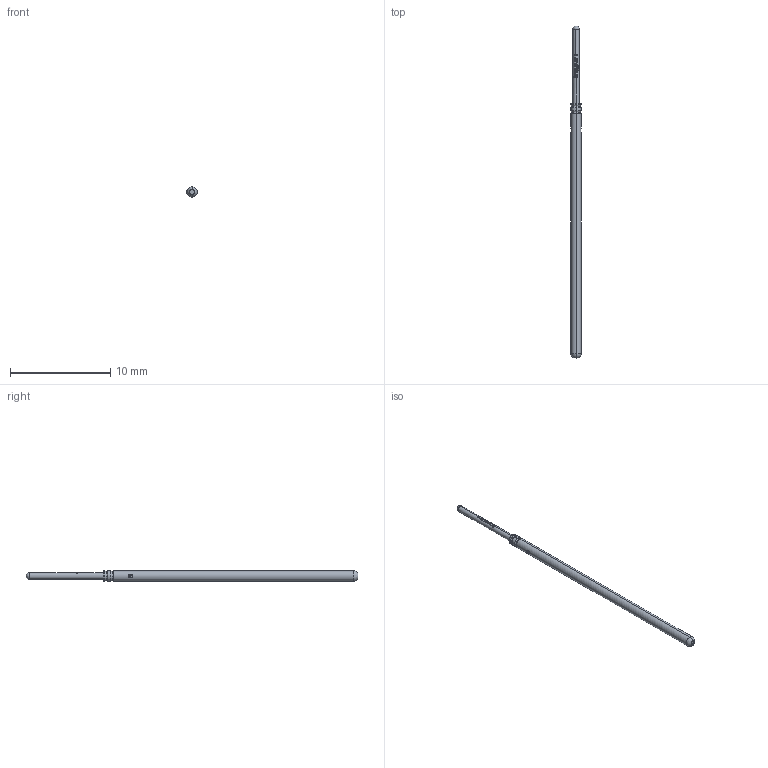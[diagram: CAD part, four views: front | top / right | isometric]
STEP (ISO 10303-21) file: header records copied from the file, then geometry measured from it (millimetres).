
FILE_DESCRIPTION (( 'STEP AP203' ), '1' );
FILE_NAME ('INGUN_HMS-075_305_064_A.STEP', '2021-10-19T09:18:43', ( 'ochi' ), ( '' ), 'SwSTEP 2.0', 'SolidWorks 2018', '' );
FILE_SCHEMA (( 'CONFIG_CONTROL_DESIGN' ));
Length unit declared in the file: millimetre
Products named in the file (1): INGUN_HMS-075_305_064_A
Bounding box: 1.02 x 33.1 x 1.02 mm (x, y, z)
Volume: 22.9 mm3; surface area: 97.8 mm2
Topology: 1 solids, 1 shells, 100 faces, 269 edges, 174 vertices
Faces by surface type: plane 34, cylinder 29, bspline 26, torus 10, sphere 1
Entity records: 4564 total; most frequent: CARTESIAN_POINT 2448, ORIENTED_EDGE 532, EDGE_CURVE 266, DIRECTION 254, B_SPLINE_CURVE_WITH_KNOTS 200, VERTEX_POINT 172, AXIS2_PLACEMENT_3D 113, EDGE_LOOP 104
